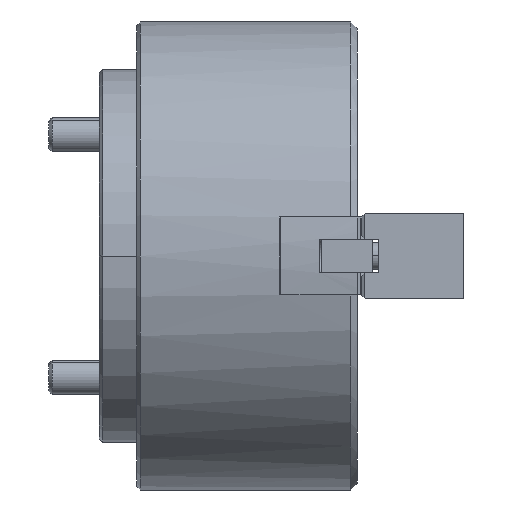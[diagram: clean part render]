
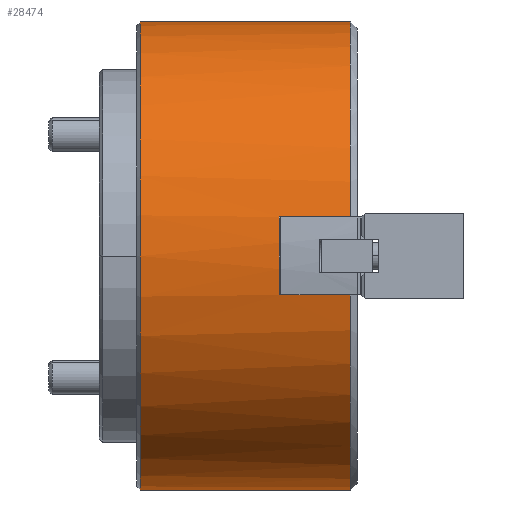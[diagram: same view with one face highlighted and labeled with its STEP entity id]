
A CAD part, front view. The second image highlights one B-rep face of the part: STEP entity #28474.
In plain terms, the highlighted cylindrical face has radius 69 mm (diameter 138 mm), a partial arc.
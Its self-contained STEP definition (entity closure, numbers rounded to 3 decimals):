
#270 = DIRECTION ( 'NONE',  ( -1., 0., 0. ) ) ;
#578 = VECTOR ( 'NONE', #11898, 1000. ) ;
#1019 = VERTEX_POINT ( 'NONE', #26126 ) ;
#1360 = AXIS2_PLACEMENT_3D ( 'NONE', #27674, #270, #2454 ) ;
#2278 = VECTOR ( 'NONE', #8905, 1000. ) ;
#2454 = DIRECTION ( 'NONE',  ( 0., 0., 1. ) ) ;
#2601 = CARTESIAN_POINT ( 'NONE',  ( 0., 0., 69. ) ) ;
#2920 = CIRCLE ( 'NONE', #9874, 69. ) ;
#3382 = EDGE_CURVE ( 'NONE', #12841, #7749, #15853, .T. ) ;
#3724 = VERTEX_POINT ( 'NONE', #21854 ) ;
#5194 = CARTESIAN_POINT ( 'NONE',  ( 42., 0., 0. ) ) ;
#5945 = CARTESIAN_POINT ( 'NONE',  ( 1., 0., -69. ) ) ;
#6437 = LINE ( 'NONE', #10544, #17997 ) ;
#6561 = CARTESIAN_POINT ( 'NONE',  ( 0., -68.035, 11.5 ) ) ;
#6607 = VERTEX_POINT ( 'NONE', #5945 ) ;
#6907 = CARTESIAN_POINT ( 'NONE',  ( 63., 0., 0. ) ) ;
#7165 = AXIS2_PLACEMENT_3D ( 'NONE', #13737, #29623, #16047 ) ;
#7548 = DIRECTION ( 'NONE',  ( 0., 0., -1. ) ) ;
#7589 = ORIENTED_EDGE ( 'NONE', *, *, #19145, .F. ) ;
#7722 = ORIENTED_EDGE ( 'NONE', *, *, #24226, .T. ) ;
#7749 = VERTEX_POINT ( 'NONE', #17399 ) ;
#8125 = VECTOR ( 'NONE', #11085, 1000. ) ;
#8206 = CIRCLE ( 'NONE', #24303, 69. ) ;
#8718 = VERTEX_POINT ( 'NONE', #16366 ) ;
#8820 = EDGE_CURVE ( 'NONE', #1019, #6607, #8206, .T. ) ;
#8905 = DIRECTION ( 'NONE',  ( -1., 0., 0. ) ) ;
#9123 = CARTESIAN_POINT ( 'NONE',  ( 1., 0., 0. ) ) ;
#9244 = DIRECTION ( 'NONE',  ( 0., 0., 1. ) ) ;
#9394 = CYLINDRICAL_SURFACE ( 'NONE', #1360, 69. ) ;
#9874 = AXIS2_PLACEMENT_3D ( 'NONE', #5194, #21272, #7548 ) ;
#10261 = EDGE_CURVE ( 'NONE', #27249, #10389, #25645, .T. ) ;
#10389 = VERTEX_POINT ( 'NONE', #11585 ) ;
#10544 = CARTESIAN_POINT ( 'NONE',  ( 0., 0., -69. ) ) ;
#11085 = DIRECTION ( 'NONE',  ( 1., 0., 0. ) ) ;
#11430 = DIRECTION ( 'NONE',  ( 0., 0., -1. ) ) ;
#11585 = CARTESIAN_POINT ( 'NONE',  ( 63., -68.035, -11.5 ) ) ;
#11898 = DIRECTION ( 'NONE',  ( -1., 0., 0. ) ) ;
#12458 = ORIENTED_EDGE ( 'NONE', *, *, #13956, .F. ) ;
#12841 = VERTEX_POINT ( 'NONE', #29147 ) ;
#12874 = DIRECTION ( 'NONE',  ( -1., 0., 0. ) ) ;
#13737 = CARTESIAN_POINT ( 'NONE',  ( 63., 0., 0. ) ) ;
#13956 = EDGE_CURVE ( 'NONE', #8718, #6607, #6437, .T. ) ;
#14598 = LINE ( 'NONE', #6561, #2278 ) ;
#15853 = CIRCLE ( 'NONE', #7165, 69. ) ;
#16047 = DIRECTION ( 'NONE',  ( 0., 0., 1. ) ) ;
#16252 = FACE_OUTER_BOUND ( 'NONE', #19846, .T. ) ;
#16366 = CARTESIAN_POINT ( 'NONE',  ( 63., 0., -69. ) ) ;
#17399 = CARTESIAN_POINT ( 'NONE',  ( 63., 0., 69. ) ) ;
#17960 = CIRCLE ( 'NONE', #25766, 69. ) ;
#17997 = VECTOR ( 'NONE', #12874, 1000. ) ;
#18739 = CARTESIAN_POINT ( 'NONE',  ( 42., -68.035, -11.5 ) ) ;
#18935 = LINE ( 'NONE', #2601, #578 ) ;
#19145 = EDGE_CURVE ( 'NONE', #3724, #27249, #2920, .T. ) ;
#19301 = ORIENTED_EDGE ( 'NONE', *, *, #10261, .F. ) ;
#19846 = EDGE_LOOP ( 'NONE', ( #12458, #20596, #19301, #7589, #20010, #25693, #7722, #20178 ) ) ;
#20010 = ORIENTED_EDGE ( 'NONE', *, *, #25243, .F. ) ;
#20178 = ORIENTED_EDGE ( 'NONE', *, *, #8820, .T. ) ;
#20596 = ORIENTED_EDGE ( 'NONE', *, *, #29501, .T. ) ;
#21272 = DIRECTION ( 'NONE',  ( 1., 0., 0. ) ) ;
#21854 = CARTESIAN_POINT ( 'NONE',  ( 42., -68.035, 11.5 ) ) ;
#22936 = DIRECTION ( 'NONE',  ( -1., 0., 0. ) ) ;
#24226 = EDGE_CURVE ( 'NONE', #7749, #1019, #18935, .T. ) ;
#24303 = AXIS2_PLACEMENT_3D ( 'NONE', #9123, #25076, #11430 ) ;
#24730 = CARTESIAN_POINT ( 'NONE',  ( 0., -68.035, -11.5 ) ) ;
#25076 = DIRECTION ( 'NONE',  ( 1., 0., 0. ) ) ;
#25243 = EDGE_CURVE ( 'NONE', #12841, #3724, #14598, .T. ) ;
#25645 = LINE ( 'NONE', #24730, #8125 ) ;
#25693 = ORIENTED_EDGE ( 'NONE', *, *, #3382, .T. ) ;
#25766 = AXIS2_PLACEMENT_3D ( 'NONE', #6907, #22936, #9244 ) ;
#26126 = CARTESIAN_POINT ( 'NONE',  ( 1., 0., 69. ) ) ;
#27249 = VERTEX_POINT ( 'NONE', #18739 ) ;
#27674 = CARTESIAN_POINT ( 'NONE',  ( 0., 0., 0. ) ) ;
#28474 = ADVANCED_FACE ( 'NONE', ( #16252 ), #9394, .T. ) ;
#29147 = CARTESIAN_POINT ( 'NONE',  ( 63., -68.035, 11.5 ) ) ;
#29501 = EDGE_CURVE ( 'NONE', #8718, #10389, #17960, .T. ) ;
#29623 = DIRECTION ( 'NONE',  ( -1., 0., 0. ) ) ;
